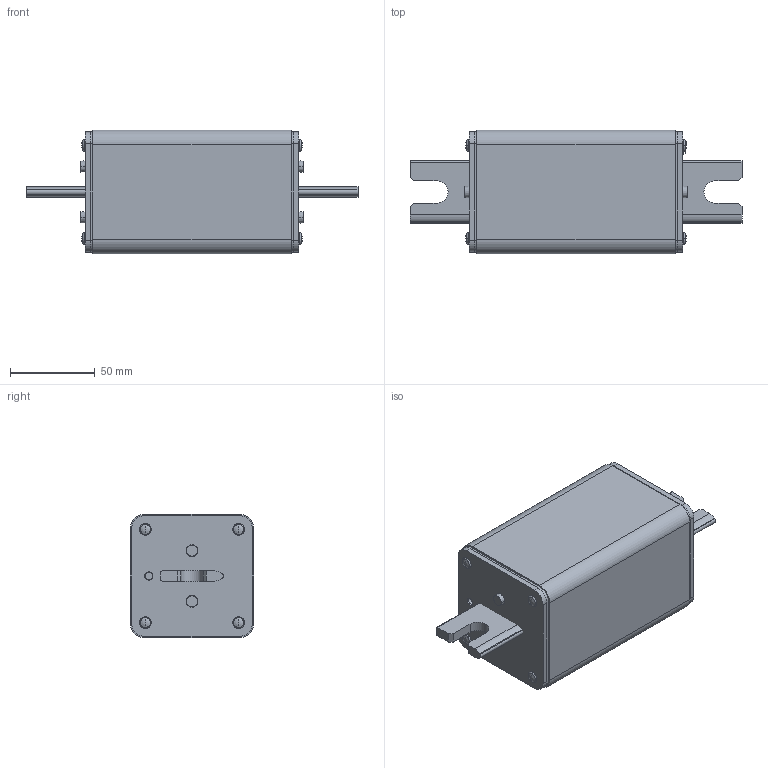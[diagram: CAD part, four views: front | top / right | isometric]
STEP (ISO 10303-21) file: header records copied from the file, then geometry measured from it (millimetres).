
FILE_DESCRIPTION((''),'2;1');
FILE_NAME('NH3L_U_1500','2017-05-19T',('janez.tomelj'),('Audax d.o.o.'),'CREO PARAMETRIC BY PTC INC, 2015290','CREO PARAMETRIC BY PTC INC, 2015290','');
FILE_SCHEMA(('CONFIG_CONTROL_DESIGN'));
Length unit declared in the file: millimetre
Products named in the file (1): NH3L_U_1500
Bounding box: 196 x 73 x 73 mm (x, y, z)
Surface area: 68109.4 mm2 (no closed solid volume)
Topology: 0 solids, 23 shells, 143 faces, 422 edges, 282 vertices
Faces by surface type: plane 61, cylinder 39, torus 18, sphere 16, cone 8, bspline 1
Entity records: 4874 total; most frequent: CARTESIAN_POINT 1074, DIRECTION 865, ORIENTED_EDGE 654, EDGE_CURVE 406, AXIS2_PLACEMENT_3D 323, VERTEX_POINT 282, VECTOR 219, LINE 219
